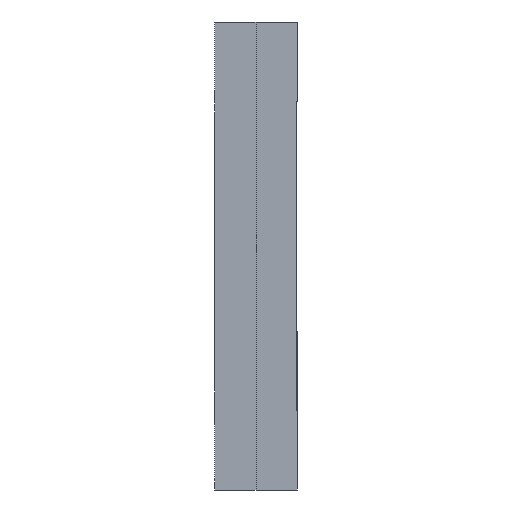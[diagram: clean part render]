
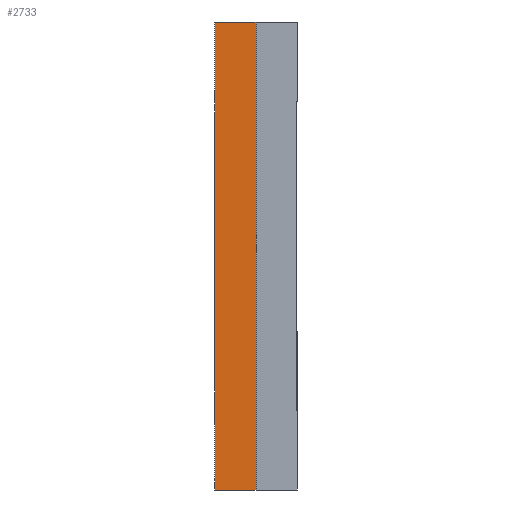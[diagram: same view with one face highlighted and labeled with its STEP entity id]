
A CAD part, left-side view. The second image highlights one B-rep face of the part: STEP entity #2733.
In plain terms, the highlighted planar face has unit normal (-1, 0, 0).
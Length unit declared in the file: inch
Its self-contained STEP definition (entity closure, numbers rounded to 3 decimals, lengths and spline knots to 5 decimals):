
#8 = EDGE_CURVE ( 'NONE', #2317, #1346, #1591, .T. ) ;
#62 = DIRECTION ( 'NONE',  ( 0., -1., 0. ) ) ;
#138 = DIRECTION ( 'NONE',  ( 1., 0., 0. ) ) ;
#353 = CARTESIAN_POINT ( 'NONE',  ( -0.177, 0.03075, -0.177 ) ) ;
#406 = FACE_OUTER_BOUND ( 'NONE', #2853, .T. ) ;
#493 = EDGE_CURVE ( 'NONE', #1447, #2317, #1842, .T. ) ;
#543 = VECTOR ( 'NONE', #1647, 39.37008 ) ;
#751 = CARTESIAN_POINT ( 'NONE',  ( -0.177, 0.03075, -0.177 ) ) ;
#870 = AXIS2_PLACEMENT_3D ( 'NONE', #1765, #138, #2025 ) ;
#885 = VECTOR ( 'NONE', #2225, 39.37008 ) ;
#1125 = VECTOR ( 'NONE', #62, 39.37008 ) ;
#1196 = CARTESIAN_POINT ( 'NONE',  ( -0.177, 0.062, 0.177 ) ) ;
#1271 = ORIENTED_EDGE ( 'NONE', *, *, #8, .T. ) ;
#1290 = ORIENTED_EDGE ( 'NONE', *, *, #493, .T. ) ;
#1346 = VERTEX_POINT ( 'NONE', #1744 ) ;
#1376 = CARTESIAN_POINT ( 'NONE',  ( -0.177, 0.062, 0.177 ) ) ;
#1379 = LINE ( 'NONE', #2986, #2806 ) ;
#1447 = VERTEX_POINT ( 'NONE', #3354 ) ;
#1591 = LINE ( 'NONE', #353, #885 ) ;
#1647 = DIRECTION ( 'NONE',  ( 0., -1., 0. ) ) ;
#1672 = DIRECTION ( 'NONE',  ( 0., 0., 1. ) ) ;
#1715 = EDGE_CURVE ( 'NONE', #3351, #1346, #2669, .T. ) ;
#1744 = CARTESIAN_POINT ( 'NONE',  ( -0.177, 0.03075, 0.177 ) ) ;
#1765 = CARTESIAN_POINT ( 'NONE',  ( -0.177, 0.062, -0.177 ) ) ;
#1842 = LINE ( 'NONE', #3263, #1125 ) ;
#2025 = DIRECTION ( 'NONE',  ( 0., 0., -1. ) ) ;
#2178 = EDGE_CURVE ( 'NONE', #1447, #3351, #1379, .T. ) ;
#2225 = DIRECTION ( 'NONE',  ( 0., 0., 1. ) ) ;
#2280 = PLANE ( 'NONE',  #870 ) ;
#2317 = VERTEX_POINT ( 'NONE', #751 ) ;
#2669 = LINE ( 'NONE', #1376, #543 ) ;
#2733 = ADVANCED_FACE ( 'NONE', ( #406 ), #2280, .F. ) ;
#2806 = VECTOR ( 'NONE', #1672, 39.37008 ) ;
#2853 = EDGE_LOOP ( 'NONE', ( #1271, #2962, #3342, #1290 ) ) ;
#2962 = ORIENTED_EDGE ( 'NONE', *, *, #1715, .F. ) ;
#2986 = CARTESIAN_POINT ( 'NONE',  ( -0.177, 0.062, -0.177 ) ) ;
#3263 = CARTESIAN_POINT ( 'NONE',  ( -0.177, 0.062, -0.177 ) ) ;
#3342 = ORIENTED_EDGE ( 'NONE', *, *, #2178, .F. ) ;
#3351 = VERTEX_POINT ( 'NONE', #1196 ) ;
#3354 = CARTESIAN_POINT ( 'NONE',  ( -0.177, 0.062, -0.177 ) ) ;
